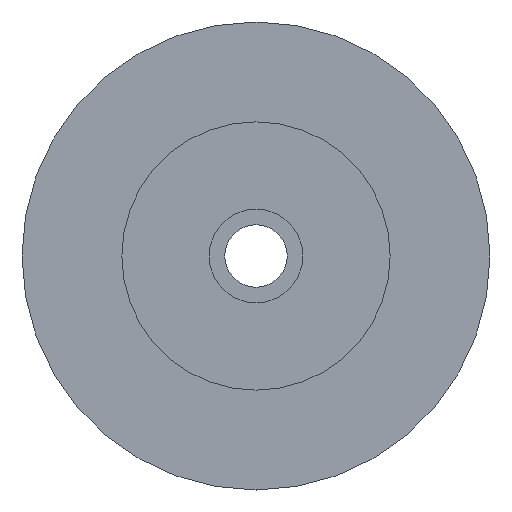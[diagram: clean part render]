
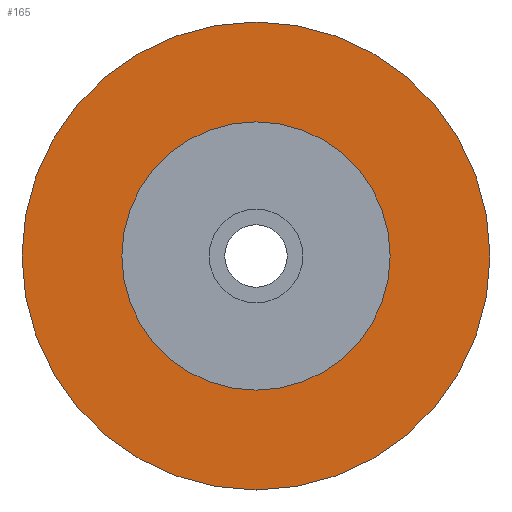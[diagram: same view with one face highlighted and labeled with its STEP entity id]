
A CAD part, front view. The second image highlights one B-rep face of the part: STEP entity #165.
In plain terms, the highlighted planar face has unit normal (0, -1, 0).
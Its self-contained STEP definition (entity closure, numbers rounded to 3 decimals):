
#32=FACE_BOUND('',#64,.T.);
#37=PLANE('',#251);
#48=FACE_OUTER_BOUND('',#63,.T.);
#63=EDGE_LOOP('',(#148));
#64=EDGE_LOOP('',(#149));
#84=CIRCLE('',#243,15.);
#87=CIRCLE('',#250,8.6);
#95=VERTEX_POINT('',#340);
#98=VERTEX_POINT('',#352);
#110=EDGE_CURVE('',#95,#95,#84,.T.);
#115=EDGE_CURVE('',#98,#98,#87,.T.);
#148=ORIENTED_EDGE('',*,*,#110,.F.);
#149=ORIENTED_EDGE('',*,*,#115,.T.);
#165=ADVANCED_FACE('',(#48,#32),#37,.T.);
#243=AXIS2_PLACEMENT_3D('',#342,#290,#291);
#250=AXIS2_PLACEMENT_3D('',#354,#306,#307);
#251=AXIS2_PLACEMENT_3D('',#355,#308,#309);
#290=DIRECTION('center_axis',(0.,1.,0.));
#291=DIRECTION('ref_axis',(1.,0.,0.));
#306=DIRECTION('center_axis',(0.,1.,0.));
#307=DIRECTION('ref_axis',(1.,0.,0.));
#308=DIRECTION('center_axis',(0.,-1.,0.));
#309=DIRECTION('ref_axis',(0.,0.,
-1.));
#340=CARTESIAN_POINT('',(15.,0.,0.));
#342=CARTESIAN_POINT('Origin',(0.,0.,
0.));
#352=CARTESIAN_POINT('',(8.6,0.,0.));
#354=CARTESIAN_POINT('Origin',(0.,0.,
0.));
#355=CARTESIAN_POINT('Origin',(-15.,0.,0.));
